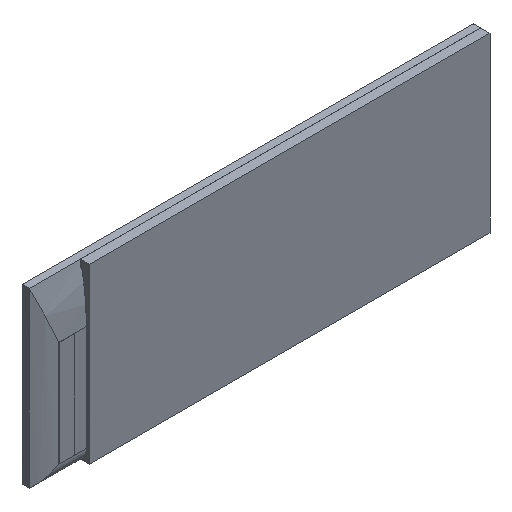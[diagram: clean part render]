
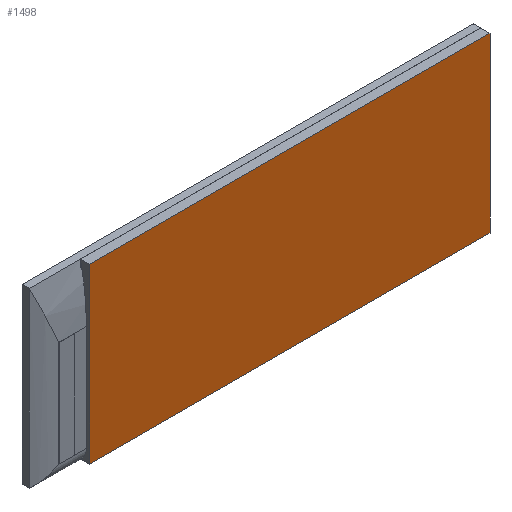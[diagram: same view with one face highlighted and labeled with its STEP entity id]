
A CAD part, isometric view. The second image highlights one B-rep face of the part: STEP entity #1498.
In plain terms, the highlighted planar face has unit normal (0, -1, 0).
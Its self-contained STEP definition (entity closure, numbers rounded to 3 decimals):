
#37 = VECTOR ( 'NONE', #1813, 1000. ) ;
#139 = EDGE_LOOP ( 'NONE', ( #1888, #1029, #1594, #1256 ) ) ;
#163 = EDGE_CURVE ( 'NONE', #742, #749, #626, .T. ) ;
#191 = DIRECTION ( 'NONE',  ( 0., 0., 1. ) ) ;
#225 = DIRECTION ( 'NONE',  ( 0., 1., 0. ) ) ;
#241 = VERTEX_POINT ( 'NONE', #1610 ) ;
#254 = CARTESIAN_POINT ( 'NONE',  ( 0., 0., 0. ) ) ;
#318 = CARTESIAN_POINT ( 'NONE',  ( 13.3, 0., -5.75 ) ) ;
#370 = EDGE_CURVE ( 'NONE', #1099, #742, #1069, .T. ) ;
#371 = DIRECTION ( 'NONE',  ( -1., 0., 0. ) ) ;
#626 = LINE ( 'NONE', #1062, #37 ) ;
#696 = DIRECTION ( 'NONE',  ( 0., 0., 1. ) ) ;
#742 = VERTEX_POINT ( 'NONE', #1687 ) ;
#749 = VERTEX_POINT ( 'NONE', #318 ) ;
#792 = DIRECTION ( 'NONE',  ( 1., 0., 0. ) ) ;
#809 = VECTOR ( 'NONE', #792, 1000. ) ;
#810 = AXIS2_PLACEMENT_3D ( 'NONE', #254, #225, #696 ) ;
#933 = CARTESIAN_POINT ( 'NONE',  ( -13.3, 0., -5.75 ) ) ;
#1029 = ORIENTED_EDGE ( 'NONE', *, *, #370, .F. ) ;
#1062 = CARTESIAN_POINT ( 'NONE',  ( 13.3, 0., -5.75 ) ) ;
#1069 = LINE ( 'NONE', #1680, #809 ) ;
#1084 = VECTOR ( 'NONE', #371, 1000. ) ;
#1099 = VERTEX_POINT ( 'NONE', #1312 ) ;
#1131 = PLANE ( 'NONE',  #810 ) ;
#1234 = LINE ( 'NONE', #933, #1803 ) ;
#1256 = ORIENTED_EDGE ( 'NONE', *, *, #1877, .F. ) ;
#1296 = FACE_OUTER_BOUND ( 'NONE', #139, .T. ) ;
#1312 = CARTESIAN_POINT ( 'NONE',  ( -13.3, 0., 5.75 ) ) ;
#1435 = EDGE_CURVE ( 'NONE', #241, #1099, #1234, .T. ) ;
#1498 = ADVANCED_FACE ( 'NONE', ( #1296 ), #1131, .F. ) ;
#1594 = ORIENTED_EDGE ( 'NONE', *, *, #1435, .F. ) ;
#1610 = CARTESIAN_POINT ( 'NONE',  ( -13.3, 0., -5.75 ) ) ;
#1680 = CARTESIAN_POINT ( 'NONE',  ( -13.3, 0., 5.75 ) ) ;
#1687 = CARTESIAN_POINT ( 'NONE',  ( 13.3, 0., 5.75 ) ) ;
#1728 = CARTESIAN_POINT ( 'NONE',  ( -13.3, 0., -5.75 ) ) ;
#1803 = VECTOR ( 'NONE', #191, 1000. ) ;
#1813 = DIRECTION ( 'NONE',  ( 0., 0., -1. ) ) ;
#1877 = EDGE_CURVE ( 'NONE', #749, #241, #1901, .T. ) ;
#1888 = ORIENTED_EDGE ( 'NONE', *, *, #163, .F. ) ;
#1901 = LINE ( 'NONE', #1728, #1084 ) ;
